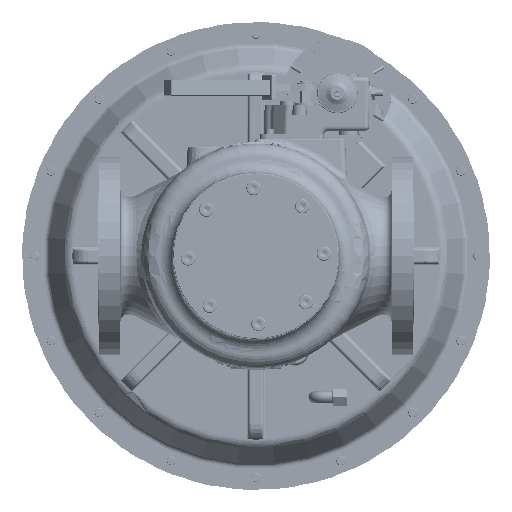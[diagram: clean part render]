
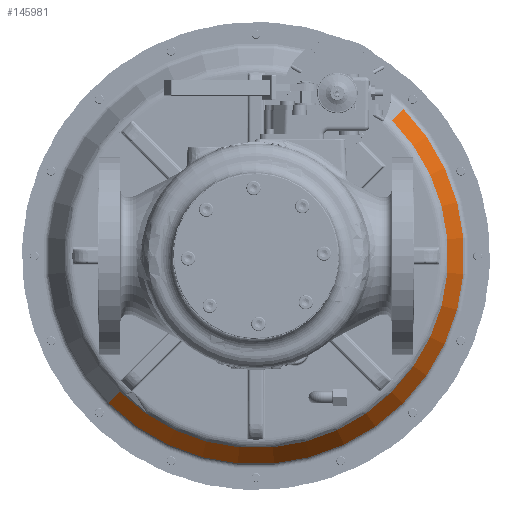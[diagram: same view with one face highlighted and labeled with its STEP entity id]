
A CAD part, front view. The second image highlights one B-rep face of the part: STEP entity #145981.
In plain terms, the highlighted conical face has half-angle 30.53 degrees and reference radius 210 mm.
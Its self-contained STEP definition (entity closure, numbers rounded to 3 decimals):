
#1840 = VERTEX_POINT ( 'NONE', #96415 ) ;
#6048 = DIRECTION ( 'NONE',  ( 0., 1., 0. ) ) ;
#6489 = ORIENTED_EDGE ( 'NONE', *, *, #79030, .T. ) ;
#6895 = AXIS2_PLACEMENT_3D ( 'NONE', #134549, #101191, #76121 ) ;
#8617 = VECTOR ( 'NONE', #22068, 1000. ) ;
#9656 = EDGE_CURVE ( 'NONE', #138382, #63572, #138354, .T. ) ;
#16399 = EDGE_CURVE ( 'NONE', #139849, #63572, #151658, .T. ) ;
#22068 = DIRECTION ( 'NONE',  ( 0.359, 0.861, 0.359 ) ) ;
#34918 = AXIS2_PLACEMENT_3D ( 'NONE', #130329, #120040, #107233 ) ;
#42082 = ORIENTED_EDGE ( 'NONE', *, *, #16399, .F. ) ;
#60841 = ORIENTED_EDGE ( 'NONE', *, *, #9656, .T. ) ;
#63572 = VERTEX_POINT ( 'NONE', #119540 ) ;
#68707 = CARTESIAN_POINT ( 'NONE',  ( 25.414, -31.308, 971.592 ) ) ;
#68787 = DIRECTION ( 'NONE',  ( -0.359, 0.861, -0.359 ) ) ;
#74350 = CARTESIAN_POINT ( 'NONE',  ( -286.603, 4.74, 659.575 ) ) ;
#76121 = DIRECTION ( 'NONE',  ( -0.707, 0., -0.707 ) ) ;
#79030 = EDGE_CURVE ( 'NONE', #1840, #138382, #138913, .T. ) ;
#80525 = CARTESIAN_POINT ( 'NONE',  ( -271.571, -31.308, 674.608 ) ) ;
#89993 = CARTESIAN_POINT ( 'NONE',  ( -123.078, -25.403, 823.1 ) ) ;
#92039 = DIRECTION ( 'NONE',  ( 0.707, 0., 0.707 ) ) ;
#93430 = EDGE_CURVE ( 'NONE', #139849, #1840, #118106, .T. ) ;
#94180 = CARTESIAN_POINT ( 'NONE',  ( 27.876, -25.403, 974.055 ) ) ;
#96415 = CARTESIAN_POINT ( 'NONE',  ( -274.033, -25.403, 672.145 ) ) ;
#101191 = DIRECTION ( 'NONE',  ( 0., 1., 0. ) ) ;
#107233 = DIRECTION ( 'NONE',  ( -0.707, 0., -0.707 ) ) ;
#118106 = CIRCLE ( 'NONE', #145260, 213.482 ) ;
#119540 = CARTESIAN_POINT ( 'NONE',  ( 40.447, 4.74, 986.625 ) ) ;
#120040 = DIRECTION ( 'NONE',  ( 0., -1., 0. ) ) ;
#120269 = FACE_OUTER_BOUND ( 'NONE', #129961, .T. ) ;
#127935 = VECTOR ( 'NONE', #68787, 1000. ) ;
#129559 = CONICAL_SURFACE ( 'NONE', #6895, 210., 0.533 ) ;
#129961 = EDGE_LOOP ( 'NONE', ( #42082, #141053, #6489, #60841 ) ) ;
#130329 = CARTESIAN_POINT ( 'NONE',  ( -123.078, 4.74, 823.1 ) ) ;
#134549 = CARTESIAN_POINT ( 'NONE',  ( -123.078, -31.308, 823.1 ) ) ;
#138354 = CIRCLE ( 'NONE', #34918, 231.259 ) ;
#138382 = VERTEX_POINT ( 'NONE', #74350 ) ;
#138913 = LINE ( 'NONE', #80525, #127935 ) ;
#139849 = VERTEX_POINT ( 'NONE', #94180 ) ;
#141053 = ORIENTED_EDGE ( 'NONE', *, *, #93430, .T. ) ;
#145260 = AXIS2_PLACEMENT_3D ( 'NONE', #89993, #6048, #92039 ) ;
#145981 = ADVANCED_FACE ( 'NONE', ( #120269 ), #129559, .T. ) ;
#151658 = LINE ( 'NONE', #68707, #8617 ) ;
